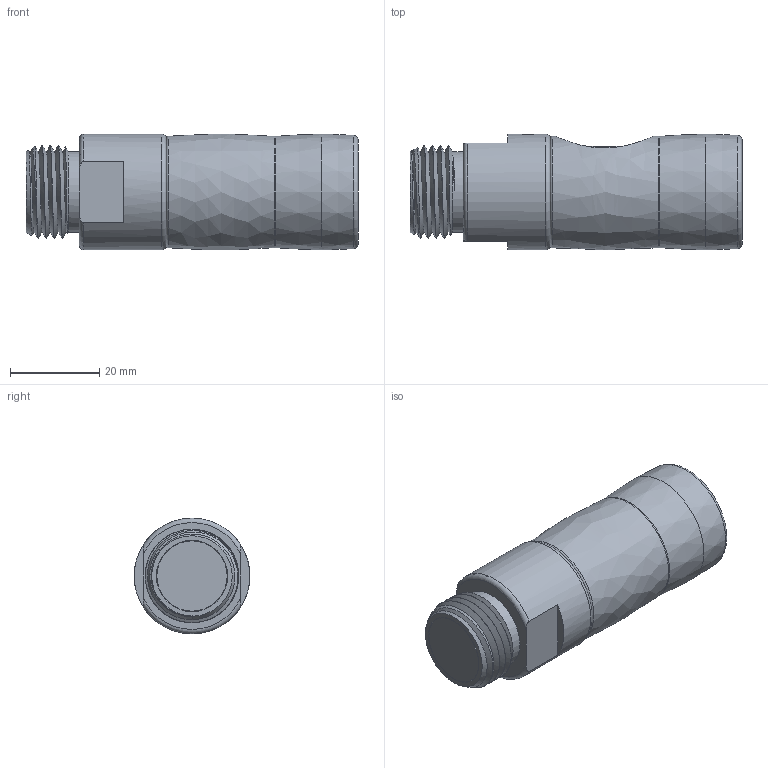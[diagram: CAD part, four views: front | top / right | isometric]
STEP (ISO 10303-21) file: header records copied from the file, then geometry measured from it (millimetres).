
FILE_DESCRIPTION(/* description */ (''),/* implementation_level */ '2;1');
FILE_NAME(/* name */ '24KPAW21APX.stp',/* time_stamp */ '2020-02-20T07:52:55+01:00',/* author */ ('IA176480'),/* organization */ (''),/* preprocessor_version */ 'ST-DEVELOPER v17',/* originating_system */ 'Autodesk Inventor 2019',/* authorisation */ '');
FILE_SCHEMA (('CONFIG_CONTROL_DESIGN'));
Length unit declared in the file: millimetre
Products named in the file (1): 24KPAW21APX
Bounding box: 74.6 x 26 x 26 mm (x, y, z)
Volume: 39813.9 mm3; surface area: 24784.2 mm2
Topology: 39 solids, 39 shells, 222 faces, 599 edges, 410 vertices
Faces by surface type: cylinder 70, plane 62, cone 30, sphere 29, torus 16, bspline 15
Full cylindrical faces by diameter (mm): 3.5 x1, 4 x11, 6.5 x1, 9.6 x1, 9.65 x1, 12 x1, 12.25 x1, 12.4 x3, 13.6 x1, 14 x1, 15 x1, 15.797 x1, 15.8 x2, 15.915 x1, 16.5 x1, 16.6 x1, 17.9 x1, 18.1 x5, 18.2 x2, 18.4 x1, 19 x1, 20.5 x1, 21 x12, 21.284 x1, 22 x5, 26 x1
Entity records: 17421 total; most frequent: CARTESIAN_POINT 12056, ORIENTED_EDGE 1086, DIRECTION 1086, EDGE_CURVE 543, AXIS2_PLACEMENT_3D 470, VERTEX_POINT 410, CIRCLE 258, EDGE_LOOP 251
